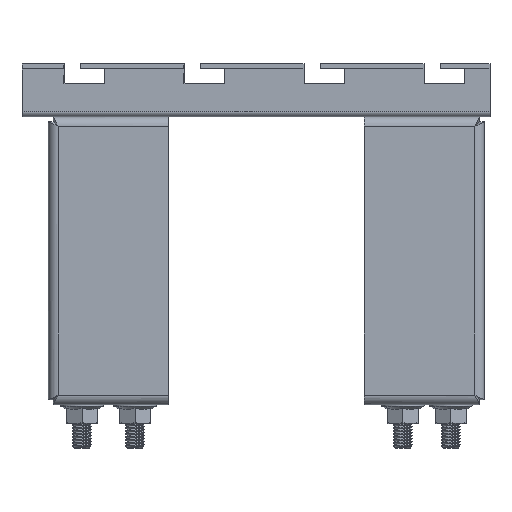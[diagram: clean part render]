
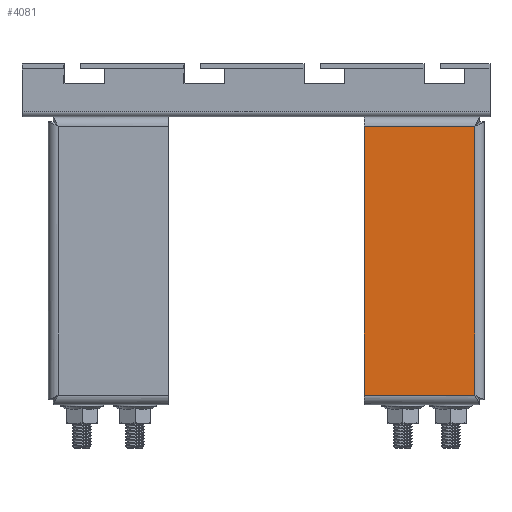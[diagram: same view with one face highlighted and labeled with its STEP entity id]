
A CAD part, top view. The second image highlights one B-rep face of the part: STEP entity #4081.
In plain terms, the highlighted planar face has unit normal (0, 0, 1).
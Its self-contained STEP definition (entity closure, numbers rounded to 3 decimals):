
#1092 = CARTESIAN_POINT ( 'NONE',  ( 188.67, -117.293, 15. ) ) ;
#3034 = LINE ( 'NONE', #30505, #25658 ) ;
#3140 = DIRECTION ( 'NONE',  ( 0., 1., 0. ) ) ;
#3311 = VECTOR ( 'NONE', #6161, 1000. ) ;
#4081 = ADVANCED_FACE ( 'NONE', ( #6568 ), #22027, .T. ) ;
#4548 = CARTESIAN_POINT ( 'NONE',  ( 142.67, -116., 15. ) ) ;
#6039 = ORIENTED_EDGE ( 'NONE', *, *, #17969, .T. ) ;
#6103 = VERTEX_POINT ( 'NONE', #19119 ) ;
#6161 = DIRECTION ( 'NONE',  ( -1., 0., 0. ) ) ;
#6490 = ORIENTED_EDGE ( 'NONE', *, *, #20099, .T. ) ;
#6568 = FACE_OUTER_BOUND ( 'NONE', #20743, .T. ) ;
#11711 = LINE ( 'NONE', #12104, #3311 ) ;
#11863 = ORIENTED_EDGE ( 'NONE', *, *, #23221, .T. ) ;
#11884 = CARTESIAN_POINT ( 'NONE',  ( 142.67, -120., 15. ) ) ;
#12104 = CARTESIAN_POINT ( 'NONE',  ( 189.963, -4., 15. ) ) ;
#12956 = VERTEX_POINT ( 'NONE', #27453 ) ;
#17156 = EDGE_CURVE ( 'NONE', #34965, #12956, #27026, .T. ) ;
#17969 = EDGE_CURVE ( 'NONE', #6103, #12956, #11711, .T. ) ;
#18950 = ORIENTED_EDGE ( 'NONE', *, *, #17156, .F. ) ;
#19119 = CARTESIAN_POINT ( 'NONE',  ( 188.67, -4., 15. ) ) ;
#19456 = CARTESIAN_POINT ( 'NONE',  ( 167.67, -60., 15. ) ) ;
#20099 = EDGE_CURVE ( 'NONE', #29927, #6103, #28764, .T. ) ;
#20743 = EDGE_LOOP ( 'NONE', ( #11863, #6490, #6039, #18950 ) ) ;
#22027 = PLANE ( 'NONE',  #34150 ) ;
#23221 = EDGE_CURVE ( 'NONE', #34965, #29927, #3034, .T. ) ;
#25658 = VECTOR ( 'NONE', #38707, 1000. ) ;
#27026 = LINE ( 'NONE', #11884, #28189 ) ;
#27188 = CARTESIAN_POINT ( 'NONE',  ( 188.67, -116., 15. ) ) ;
#27453 = CARTESIAN_POINT ( 'NONE',  ( 142.67, -4., 15. ) ) ;
#28189 = VECTOR ( 'NONE', #3140, 1000. ) ;
#28191 = DIRECTION ( 'NONE',  ( 0., 1., 0. ) ) ;
#28232 = DIRECTION ( 'NONE',  ( 1., 0., 0. ) ) ;
#28764 = LINE ( 'NONE', #1092, #36678 ) ;
#29927 = VERTEX_POINT ( 'NONE', #27188 ) ;
#30505 = CARTESIAN_POINT ( 'NONE',  ( 142.67, -116., 15. ) ) ;
#34029 = DIRECTION ( 'NONE',  ( 0., 0., 1. ) ) ;
#34150 = AXIS2_PLACEMENT_3D ( 'NONE', #19456, #34029, #28232 ) ;
#34965 = VERTEX_POINT ( 'NONE', #4548 ) ;
#36678 = VECTOR ( 'NONE', #28191, 1000. ) ;
#38707 = DIRECTION ( 'NONE',  ( 1., 0., 0. ) ) ;
